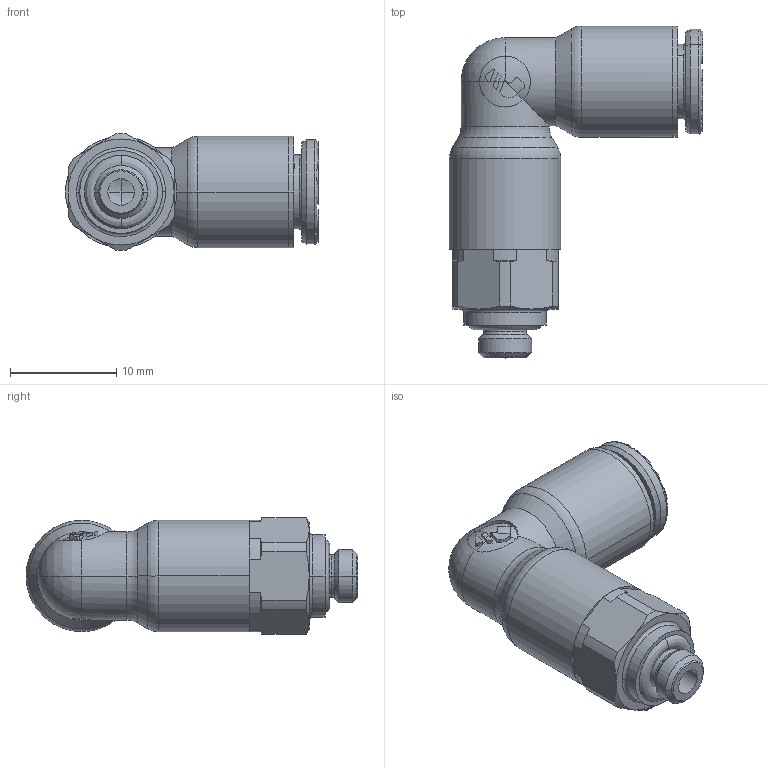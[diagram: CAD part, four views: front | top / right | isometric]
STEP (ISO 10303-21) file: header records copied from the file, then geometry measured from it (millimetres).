
FILE_DESCRIPTION(('STEP AP214'),'1');
FILE_NAME('6899_06_19.stp','2016-07-07T14:52:18',('TraceParts'),('TraceParts S.A.'),'Spatial InterOp 3D',' ',' ');
FILE_SCHEMA(('automotive_design'));
Length unit declared in the file: millimetre
Products named in the file (11): V899-06-19_ASM|Next assembly relationship#44106-63_ASM|Next assembly relationship#44106-26;44106-26; V899-06-19_ASM|Next assembly relationship#44106-63_ASM|Next assembly relationship#44106;44106; V899-06-19_ASM|Next assembly relationship#44106-63_ASM|Next assembly relationship#44106-27;44106-27; V899-06-19_ASM|Next assembly relationship#44506-02;44506-02; V899-06-19_ASM|Next assembly relationship#44106-11-10-ASM;44106-11-10-ASM; V899-06-19_ASM|Next assembly relationship#44126-20;44126-20; V899-06-19_ASM|Next assembly relationship#44210-18-69;44210-18-69; V899-06-19_ASM|Next assembly relationship#23953-24_ASM_D5-1_D6-9_LG1;23953-24_ASM_D5-1_D6-9_LG1
Bounding box: 23.87 x 31.3 x 10.99 mm (x, y, z)
Volume: 2024.1 mm3; surface area: 4166.5 mm2
Topology: 9 solids, 11 shells, 832 faces, 2115 edges, 1317 vertices
Faces by surface type: plane 331, cylinder 171, torus 148, cone 111, bspline 54, sphere 13, revolution 4
Entity records: 28385 total; most frequent: CARTESIAN_POINT 8261, ORIENTED_EDGE 4210, DIRECTION 4182, EDGE_CURVE 2109, AXIS2_PLACEMENT_3D 1562, VERTEX_POINT 1317, LINE 1054, VECTOR 1054
